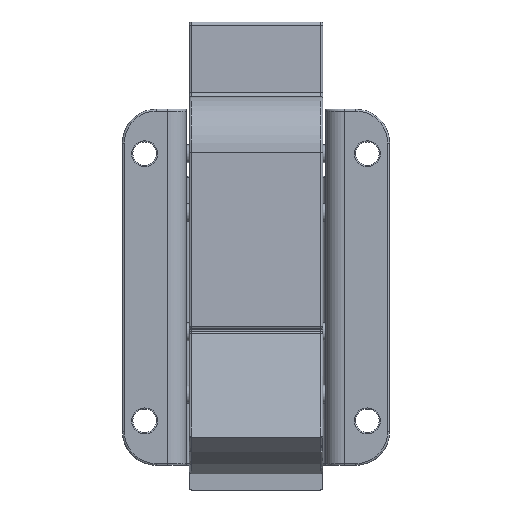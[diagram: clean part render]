
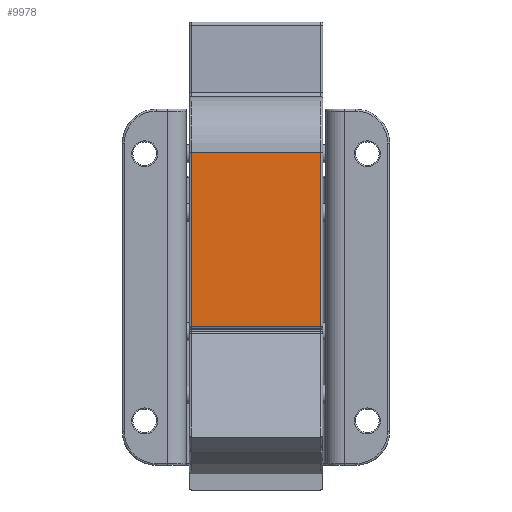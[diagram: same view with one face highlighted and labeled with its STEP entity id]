
A CAD part, left-side view. The second image highlights one B-rep face of the part: STEP entity #9978.
In plain terms, the highlighted planar face has unit normal (-1, 0, 0.019).
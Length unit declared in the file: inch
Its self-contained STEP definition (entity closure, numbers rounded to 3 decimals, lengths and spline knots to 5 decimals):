
#434=PLANE('',#10652);
#690=LINE('',#14229,#1490);
#709=LINE('',#14311,#1509);
#715=LINE('',#14384,#1515);
#716=LINE('',#14386,#1516);
#1490=VECTOR('',#11599,0.3937);
#1509=VECTOR('',#11664,0.3937);
#1515=VECTOR('',#11756,0.3937);
#1516=VECTOR('',#11759,0.3937);
#2443=FACE_OUTER_BOUND('',#3005,.T.);
#3005=EDGE_LOOP('',(#6639,#6640,#6641,#6642));
#4024=VERTEX_POINT('',#14134);
#4043=VERTEX_POINT('',#14225);
#4056=VERTEX_POINT('',#14303);
#4058=VERTEX_POINT('',#14309);
#4996=EDGE_CURVE('',#4024,#4043,#690,.T.);
#5025=EDGE_CURVE('',#4058,#4056,#709,.T.);
#5054=EDGE_CURVE('',#4024,#4056,#715,.T.);
#5055=EDGE_CURVE('',#4058,#4043,#716,.T.);
#6639=ORIENTED_EDGE('',*,*,#4996,.F.);
#6640=ORIENTED_EDGE('',*,*,#5054,.T.);
#6641=ORIENTED_EDGE('',*,*,#5025,.F.);
#6642=ORIENTED_EDGE('',*,*,#5055,.T.);
#9978=ADVANCED_FACE('',(#2443),#434,.T.);
#10652=AXIS2_PLACEMENT_3D('',#14385,#11757,#11758);
#11599=DIRECTION('',(0.019,0.,1.));
#11664=DIRECTION('',(-0.019,0.,-1.));
#11756=DIRECTION('',(0.,-1.,0.));
#11757=DIRECTION('center_axis',(-1.,0.,
0.019));
#11758=DIRECTION('ref_axis',(0.,1.,0.));
#11759=DIRECTION('',(0.,1.,0.));
#14134=CARTESIAN_POINT('',(-0.40756,0.3625,-0.22241));
#14225=CARTESIAN_POINT('',(-0.38894,0.3625,0.75616));
#14229=CARTESIAN_POINT('',(-0.40014,0.3625,0.16797));
#14303=CARTESIAN_POINT('',(-0.40756,-0.3625,-0.22241));
#14309=CARTESIAN_POINT('',(-0.38894,-0.3625,0.75616));
#14311=CARTESIAN_POINT('',(-0.40014,-0.3625,0.16797));
#14384=CARTESIAN_POINT('',(-0.40756,0.,-0.22241));
#14385=CARTESIAN_POINT('Origin',(-0.40756,0.,
-0.22241));
#14386=CARTESIAN_POINT('',(-0.38894,0.,0.75616));
